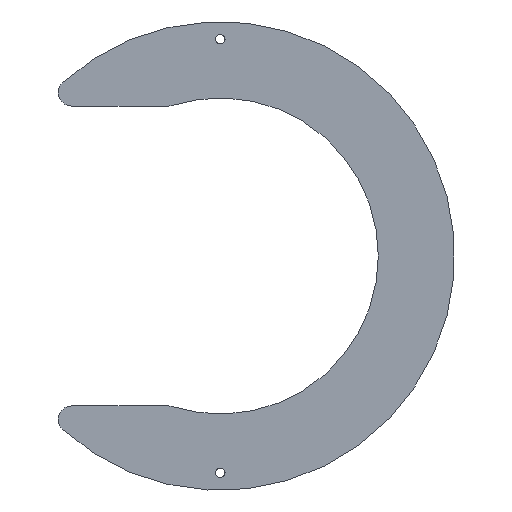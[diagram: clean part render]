
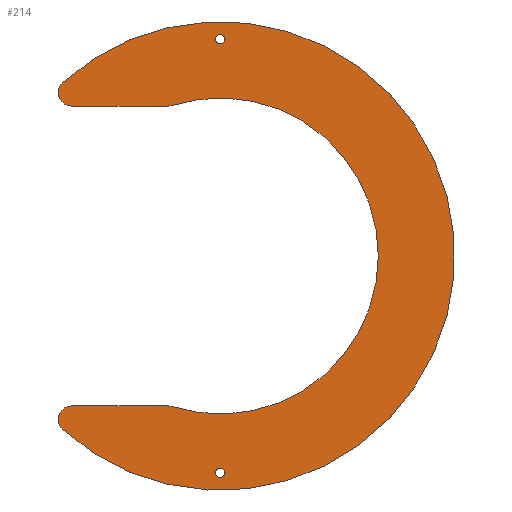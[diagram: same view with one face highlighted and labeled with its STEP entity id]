
A CAD part, front view. The second image highlights one B-rep face of the part: STEP entity #214.
In plain terms, the highlighted planar face has unit normal (0, -1, 0).
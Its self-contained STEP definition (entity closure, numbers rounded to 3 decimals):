
#15=FACE_BOUND('',#37,.T.);
#16=FACE_BOUND('',#38,.T.);
#19=PLANE('',#251);
#24=FACE_OUTER_BOUND('',#36,.T.);
#36=EDGE_LOOP('',(#149,#150,#151,#152,#153,#154,#155,#156));
#37=EDGE_LOOP('',(#157));
#38=EDGE_LOOP('',(#158));
#53=LINE('',#364,#67);
#54=LINE('',#371,#68);
#67=VECTOR('',#292,10.);
#68=VECTOR('',#299,10.);
#80=CIRCLE('',#250,5.);
#81=CIRCLE('',#252,59.);
#82=CIRCLE('',#253,5.);
#83=CIRCLE('',#254,5.);
#84=CIRCLE('',#255,87.5);
#85=CIRCLE('',#256,5.);
#86=CIRCLE('',#257,1.75);
#87=CIRCLE('',#258,1.75);
#97=VERTEX_POINT('',#353);
#98=VERTEX_POINT('',#355);
#99=VERTEX_POINT('',#359);
#100=VERTEX_POINT('',#361);
#101=VERTEX_POINT('',#363);
#102=VERTEX_POINT('',#365);
#103=VERTEX_POINT('',#367);
#104=VERTEX_POINT('',#369);
#105=VERTEX_POINT('',#372);
#106=VERTEX_POINT('',#374);
#117=EDGE_CURVE('',#97,#98,#80,.T.);
#119=EDGE_CURVE('',#99,#97,#81,.T.);
#120=EDGE_CURVE('',#100,#99,#82,.T.);
#121=EDGE_CURVE('',#101,#100,#53,.T.);
#122=EDGE_CURVE('',#102,#101,#83,.T.);
#123=EDGE_CURVE('',#103,#102,#84,.T.);
#124=EDGE_CURVE('',#104,#103,#85,.T.);
#125=EDGE_CURVE('',#98,#104,#54,.T.);
#126=EDGE_CURVE('',#105,#105,#86,.T.);
#127=EDGE_CURVE('',#106,#106,#87,.T.);
#149=ORIENTED_EDGE('',*,*,#117,.F.);
#150=ORIENTED_EDGE('',*,*,#119,.F.);
#151=ORIENTED_EDGE('',*,*,#120,.F.);
#152=ORIENTED_EDGE('',*,*,#121,.F.);
#153=ORIENTED_EDGE('',*,*,#122,.F.);
#154=ORIENTED_EDGE('',*,*,#123,.F.);
#155=ORIENTED_EDGE('',*,*,#124,.F.);
#156=ORIENTED_EDGE('',*,*,#125,.F.);
#157=ORIENTED_EDGE('',*,*,#126,.F.);
#158=ORIENTED_EDGE('',*,*,#127,.F.);
#214=ADVANCED_FACE('',(#24,#15,#16),#19,.F.);
#250=AXIS2_PLACEMENT_3D('',#356,#283,#284);
#251=AXIS2_PLACEMENT_3D('',#358,#286,#287);
#252=AXIS2_PLACEMENT_3D('',#360,#288,#289);
#253=AXIS2_PLACEMENT_3D('',#362,#290,#291);
#254=AXIS2_PLACEMENT_3D('',#366,#293,#294);
#255=AXIS2_PLACEMENT_3D('',#368,#295,#296);
#256=AXIS2_PLACEMENT_3D('',#370,#297,#298);
#257=AXIS2_PLACEMENT_3D('',#373,#300,#301);
#258=AXIS2_PLACEMENT_3D('',#375,#302,#303);
#283=DIRECTION('center_axis',(0.,1.,0.));
#284=DIRECTION('ref_axis',(0.153,0.,-0.988));
#286=DIRECTION('center_axis',(0.,1.,0.));
#287=DIRECTION('ref_axis',(0.,0.,1.));
#288=DIRECTION('center_axis',(0.,-1.,0.));
#289=DIRECTION('ref_axis',(1.,0.,0.));
#290=DIRECTION('center_axis',(0.,1.,0.));
#291=DIRECTION('ref_axis',(0.153,0.,0.988));
#292=DIRECTION('',(1.,0.,0.));
#293=DIRECTION('center_axis',(0.,1.,0.));
#294=DIRECTION('ref_axis',(-0.933,0.,0.361));
#295=DIRECTION('center_axis',(0.,1.,0.));
#296=DIRECTION('ref_axis',(-1.,0.,0.));
#297=DIRECTION('center_axis',(0.,1.,0.));
#298=DIRECTION('ref_axis',(-0.933,0.,-0.361));
#299=DIRECTION('',(-1.,0.,0.));
#300=DIRECTION('center_axis',(0.,-1.,0.));
#301=DIRECTION('ref_axis',(1.,0.,0.));
#302=DIRECTION('center_axis',(0.,-1.,0.));
#303=DIRECTION('ref_axis',(1.,0.,0.));
#353=CARTESIAN_POINT('',(-17.852,0.,56.234));
#355=CARTESIAN_POINT('',(-19.365,0.,56.));
#356=CARTESIAN_POINT('Origin',(-19.365,0.,61.));
#358=CARTESIAN_POINT('Origin',(10.134,0.,0.));
#359=CARTESIAN_POINT('',(-17.852,0.,-56.234));
#360=CARTESIAN_POINT('Origin',(0.,0.,0.));
#361=CARTESIAN_POINT('',(-19.365,0.,-56.));
#362=CARTESIAN_POINT('Origin',(-19.365,0.,-61.));
#363=CARTESIAN_POINT('',(-55.545,0.,-56.));
#364=CARTESIAN_POINT('',(-90.,0.,-56.));
#365=CARTESIAN_POINT('',(-58.911,0.,-64.697));
#366=CARTESIAN_POINT('Origin',(-55.545,0.,-61.));
#367=CARTESIAN_POINT('',(-58.911,0.,64.697));
#368=CARTESIAN_POINT('Origin',(0.,0.,0.));
#369=CARTESIAN_POINT('',(-55.545,0.,56.));
#370=CARTESIAN_POINT('Origin',(-55.545,0.,61.));
#371=CARTESIAN_POINT('',(-15.,0.,56.));
#372=CARTESIAN_POINT('',(-1.75,0.,-81.));
#373=CARTESIAN_POINT('Origin',(0.,0.,-81.));
#374=CARTESIAN_POINT('',(-1.75,0.,81.));
#375=CARTESIAN_POINT('Origin',(0.,0.,81.));
